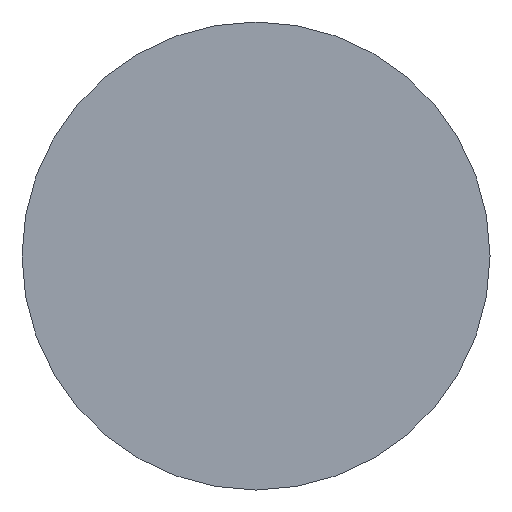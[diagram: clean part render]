
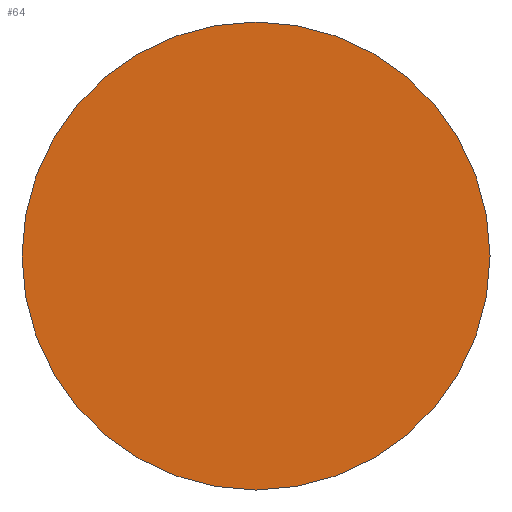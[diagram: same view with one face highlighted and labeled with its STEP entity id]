
A CAD part, front view. The second image highlights one B-rep face of the part: STEP entity #64.
In plain terms, the highlighted planar face has unit normal (0, -1, 0).
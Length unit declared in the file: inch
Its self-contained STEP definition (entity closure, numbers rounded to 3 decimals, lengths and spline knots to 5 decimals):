
#17=PLANE('',#85);
#21=FACE_OUTER_BOUND('',#26,.T.);
#26=EDGE_LOOP('',(#53));
#36=CIRCLE('',#86,0.70866);
#40=VERTEX_POINT('',#121);
#45=EDGE_CURVE('',#40,#40,#36,.T.);
#53=ORIENTED_EDGE('',*,*,#45,.T.);
#64=ADVANCED_FACE('',(#21),#17,.F.);
#85=AXIS2_PLACEMENT_3D('',#120,#101,#102);
#86=AXIS2_PLACEMENT_3D('',#122,#103,#104);
#101=DIRECTION('center_axis',(0.,1.,0.));
#102=DIRECTION('ref_axis',(1.,0.,0.));
#103=DIRECTION('center_axis',(0.,-1.,0.));
#104=DIRECTION('ref_axis',(1.,0.,0.));
#120=CARTESIAN_POINT('Origin',(0.,-1.27953,0.));
#121=CARTESIAN_POINT('',(-0.70866,-1.27953,0.));
#122=CARTESIAN_POINT('Origin',(0.,-1.27953,0.));
